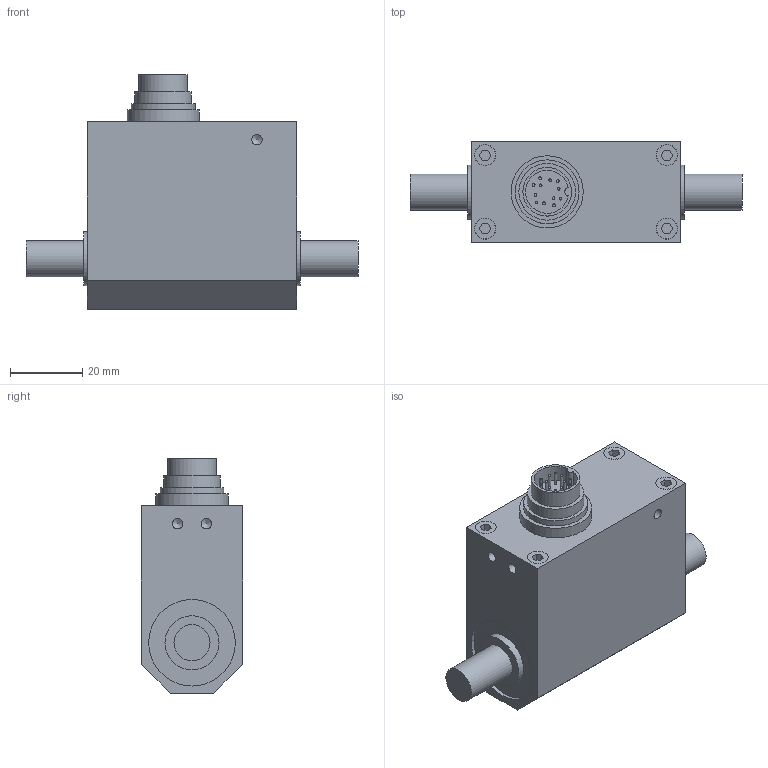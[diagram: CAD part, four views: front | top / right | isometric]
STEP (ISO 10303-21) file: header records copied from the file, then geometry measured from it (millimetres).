
FILE_DESCRIPTION((''),'2;1');
FILE_NAME('TRS605 1- 10 N-m.stp','2010-12-13T15:57:47',('thomasl'),(''),'Autodesk Inventor 2008','Autodesk Inventor 2008','');
FILE_SCHEMA(('AUTOMOTIVE_DESIGN { 1 0 10303 214 1 1 1 1 }'));
Length unit declared in the file: inch
Products named in the file (2): TRS605 1- 10 N-m; PART1
Assembly tree (1 placements, depth 2):
  TRS605 1- 10 N-m
    PART1
Bounding box: 92 x 28 x 65 mm (x, y, z)
Volume: 81250 mm3; surface area: 17302 mm2
Topology: 1 solids, 10 shells, 146 faces, 277 edges, 182 vertices
Faces by surface type: plane 81, cylinder 51, cone 14
Full cylindrical faces by diameter (mm): 0.762 x12, 2.896 x10, 3.505 x4, 3.556 x4, 5.74 x4, 5.842 x4, 10 x2, 13.462 x1, 15 x2, 15.7 x1, 17.7 x1, 19 x1, 20 x1, 24 x2
Entity records: 3278 total; most frequent: DIRECTION 602, CARTESIAN_POINT 513, ORIENTED_EDGE 396, AXIS2_PLACEMENT_3D 255, EDGE_LOOP 248, EDGE_CURVE 198, VERTEX_POINT 166, FACE_OUTER_BOUND 146
